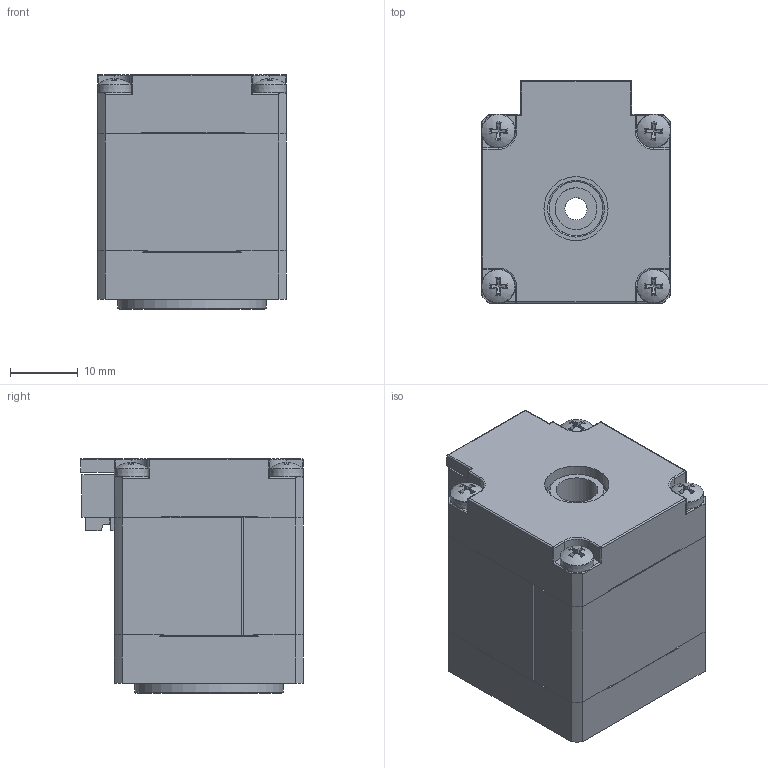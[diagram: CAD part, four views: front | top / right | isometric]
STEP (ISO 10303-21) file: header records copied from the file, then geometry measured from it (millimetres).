
FILE_DESCRIPTION((''),'2;1');
FILE_NAME('LA281S10-A-UGFC.stp','2018-05-09T10:46:01',('tao.xu'),(''),'Autodesk Inventor 2013','Autodesk Inventor 2013','');
FILE_SCHEMA(('CONFIG_CONTROL_DESIGN'));
Length unit declared in the file: millimetre
Products named in the file (1): LA281S10-A-UGFC
Bounding box: 28 x 33 x 34.8 mm (x, y, z)
Volume: 18798.7 mm3; surface area: 28272.5 mm2
Topology: 3 solids, 7 shells, 2555 faces, 7761 edges, 4952 vertices
Faces by surface type: plane 1351, cylinder 1028, torus 75, cone 60, sphere 36, bspline 5
Full cylindrical faces by diameter (mm): 0.5 x4, 0.8 x8, 1 x27, 1.1 x5, 2.2 x4, 2.208 x4, 2.5 x4, 2.8 x4, 3 x4, 3.3 x1, 6.2 x2, 8 x4, 9 x2, 9.5 x3, 10 x4, 11.5 x1, 12 x4, 13 x2, 13.5 x2, 14 x4, 15.5 x1, 17 x2, 18.4 x1, 19.2 x1, 22 x1
Entity records: 87706 total; most frequent: CARTESIAN_POINT 15992, DIRECTION 15159, ORIENTED_EDGE 15052, EDGE_CURVE 7526, AXIS2_PLACEMENT_3D 5226, VERTEX_POINT 4875, VECTOR 4707, LINE 4707
